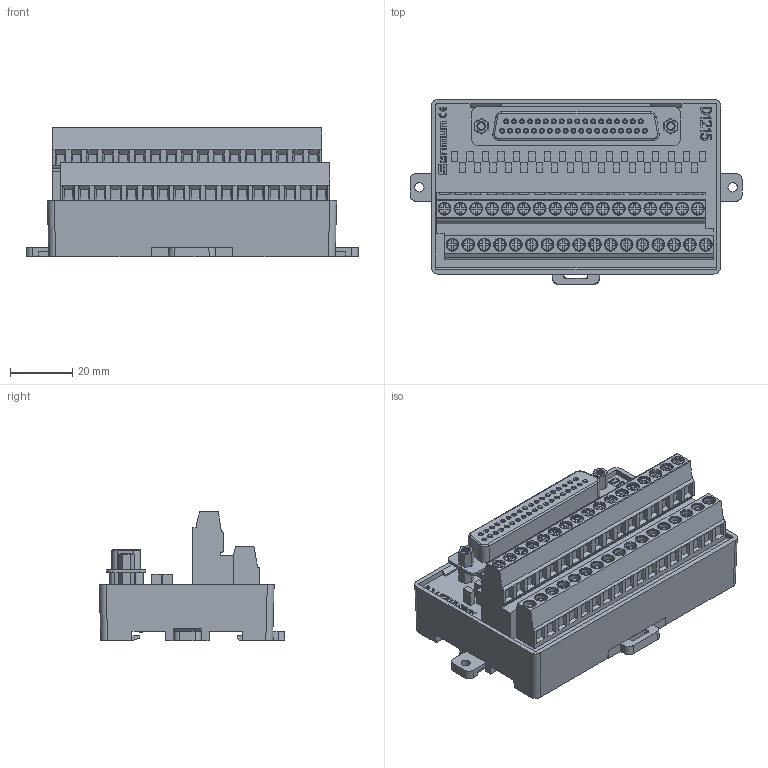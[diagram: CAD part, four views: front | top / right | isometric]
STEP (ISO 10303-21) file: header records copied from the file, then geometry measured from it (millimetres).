
FILE_DESCRIPTION(/* description */ (''),/* implementation_level */ '2;1');
FILE_NAME(/* name */ '1.stp',/* time_stamp */ '2024-08-15T17:34:05+08:00',/* author */ (''),/* organization */ (''),/* preprocessor_version */ 'ST-DEVELOPER v14',/* originating_system */ 'SIEMENS PLM Software NX 8.0',/* authorisation */ '');
FILE_SCHEMA (('AUTOMOTIVE_DESIGN { 1 0 10303 214 3 1 1 1 }'));
Products named in the file (1): Admi481C6D408hdv
Bounding box: 106.5 x 59.51 x 41.45 mm (x, y, z)
Volume: 115396.5 mm3; surface area: 31001.4 mm2
Topology: 3 solids, 3 shells, 1822 faces, 4662 edges, 3051 vertices
Faces by surface type: plane 1312, cylinder 228, cone 131, torus 130, extrusion 13, bspline 8
Full cylindrical faces by diameter (mm): 1 x37, 3 x2, 4.1 x10, 4.13 x10
Entity records: 63239 total; most frequent: CARTESIAN_POINT 18167, ORIENTED_EDGE 9030, DIRECTION 8270, EDGE_CURVE 4515, VECTOR 3222, LINE 3209, VERTEX_POINT 3012, AXIS2_PLACEMENT_3D 2524
